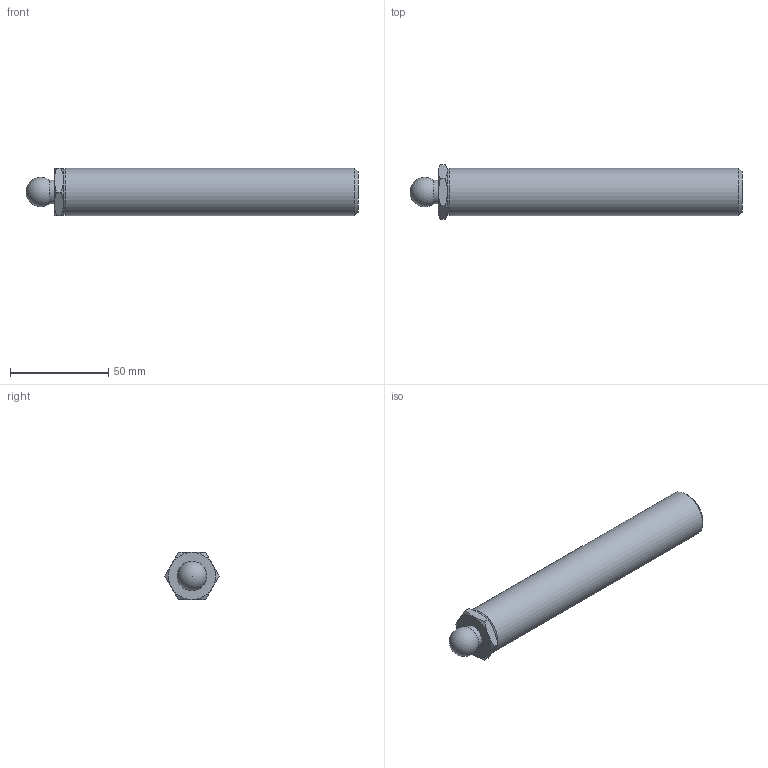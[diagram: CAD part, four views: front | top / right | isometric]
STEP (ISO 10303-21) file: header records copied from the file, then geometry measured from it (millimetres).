
FILE_DESCRIPTION(/* description */ ('STEP AP214'),/* implementation_level */ '2;1');
FILE_NAME(/* name */ '1011930.stp',/* time_stamp */ '2024-06-11T14:12:25+02:00',/* author */ ('Bo'),/* organization */ ('CADENAS'),/* preprocessor_version */ 'ST-DEVELOPER v20',/* originating_system */ 'Autodesk Inventor 2025',/* authorisation */ ' ');
FILE_SCHEMA (('AUTOMOTIVE_DESIGN { 1 0 10303 214 3 1 1 }'));
Length unit declared in the file: millimetre
Products named in the file (1): 1011930
Bounding box: 169 x 27.71 x 24 mm (x, y, z)
Volume: 71815.2 mm3; surface area: 13146.1 mm2
Topology: 1 solids, 1 shells, 25 faces, 54 edges, 31 vertices
Faces by surface type: cone 13, plane 8, cylinder 2, torus 1, sphere 1
Full cylindrical faces by diameter (mm): 12 x1, 24 x1
Entity records: 691 total; most frequent: CARTESIAN_POINT 158, ORIENTED_EDGE 106, DIRECTION 101, EDGE_CURVE 53, AXIS2_PLACEMENT_3D 46, VERTEX_POINT 31, EDGE_LOOP 26, FACE_OUTER_BOUND 25
